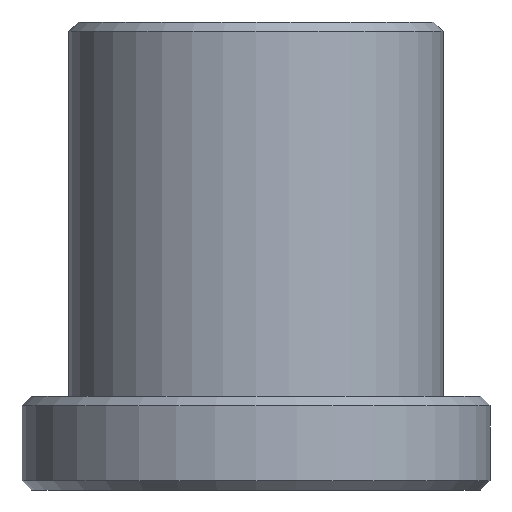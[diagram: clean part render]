
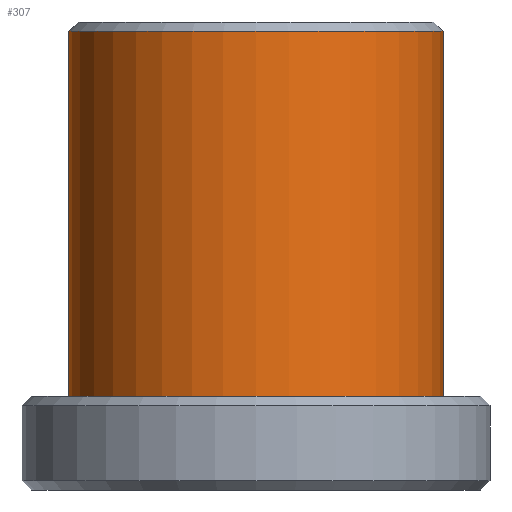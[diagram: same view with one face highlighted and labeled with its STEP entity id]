
A CAD part, front view. The second image highlights one B-rep face of the part: STEP entity #307.
In plain terms, the highlighted cylindrical face has radius 6 mm (diameter 12 mm), a partial arc.
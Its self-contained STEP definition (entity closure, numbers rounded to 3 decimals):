
#97 = EDGE_LOOP ( 'NONE', ( #785, #1365, #772, #430 ) ) ;
#98 = CIRCLE ( 'NONE', #881, 6. ) ;
#104 = CYLINDRICAL_SURFACE ( 'NONE', #1161, 6. ) ;
#307 = ADVANCED_FACE ( 'NONE', ( #995 ), #104, .T. ) ;
#320 = CARTESIAN_POINT ( 'NONE',  ( -6., 0., 15. ) ) ;
#341 = CARTESIAN_POINT ( 'NONE',  ( -6., 0., 3. ) ) ;
#409 = EDGE_CURVE ( 'NONE', #804, #1210, #681, .T. ) ;
#430 = ORIENTED_EDGE ( 'NONE', *, *, #1373, .F. ) ;
#456 = EDGE_CURVE ( 'NONE', #804, #1297, #535, .T. ) ;
#459 = DIRECTION ( 'NONE',  ( 0., 0., -1. ) ) ;
#535 = CIRCLE ( 'NONE', #640, 6. ) ;
#571 = DIRECTION ( 'NONE',  ( -1., 0., 0. ) ) ;
#608 = DIRECTION ( 'NONE',  ( 0., 0., -1. ) ) ;
#616 = VECTOR ( 'NONE', #608, 1000. ) ;
#640 = AXIS2_PLACEMENT_3D ( 'NONE', #1120, #1090, #1108 ) ;
#661 = CARTESIAN_POINT ( 'NONE',  ( 6., 0., 3. ) ) ;
#681 = LINE ( 'NONE', #1008, #616 ) ;
#711 = CARTESIAN_POINT ( 'NONE',  ( 0., 0., 15. ) ) ;
#772 = ORIENTED_EDGE ( 'NONE', *, *, #1217, .T. ) ;
#785 = ORIENTED_EDGE ( 'NONE', *, *, #409, .F. ) ;
#804 = VERTEX_POINT ( 'NONE', #1260 ) ;
#881 = AXIS2_PLACEMENT_3D ( 'NONE', #1113, #459, #1224 ) ;
#889 = CARTESIAN_POINT ( 'NONE',  ( -6., 0., 14.7 ) ) ;
#897 = VECTOR ( 'NONE', #989, 1000. ) ;
#899 = DIRECTION ( 'NONE',  ( 0., 0., -1. ) ) ;
#989 = DIRECTION ( 'NONE',  ( 0., 0., -1. ) ) ;
#995 = FACE_OUTER_BOUND ( 'NONE', #97, .T. ) ;
#1008 = CARTESIAN_POINT ( 'NONE',  ( 6., 0., 15. ) ) ;
#1090 = DIRECTION ( 'NONE',  ( 0., 0., -1. ) ) ;
#1108 = DIRECTION ( 'NONE',  ( 1., 0., 0. ) ) ;
#1113 = CARTESIAN_POINT ( 'NONE',  ( 0., 0., 3. ) ) ;
#1120 = CARTESIAN_POINT ( 'NONE',  ( 0., 0., 14.7 ) ) ;
#1161 = AXIS2_PLACEMENT_3D ( 'NONE', #711, #899, #571 ) ;
#1210 = VERTEX_POINT ( 'NONE', #661 ) ;
#1217 = EDGE_CURVE ( 'NONE', #1297, #1308, #1397, .T. ) ;
#1224 = DIRECTION ( 'NONE',  ( -1., 0., 0. ) ) ;
#1260 = CARTESIAN_POINT ( 'NONE',  ( 6., 0., 14.7 ) ) ;
#1297 = VERTEX_POINT ( 'NONE', #889 ) ;
#1308 = VERTEX_POINT ( 'NONE', #341 ) ;
#1365 = ORIENTED_EDGE ( 'NONE', *, *, #456, .T. ) ;
#1373 = EDGE_CURVE ( 'NONE', #1210, #1308, #98, .T. ) ;
#1397 = LINE ( 'NONE', #320, #897 ) ;
